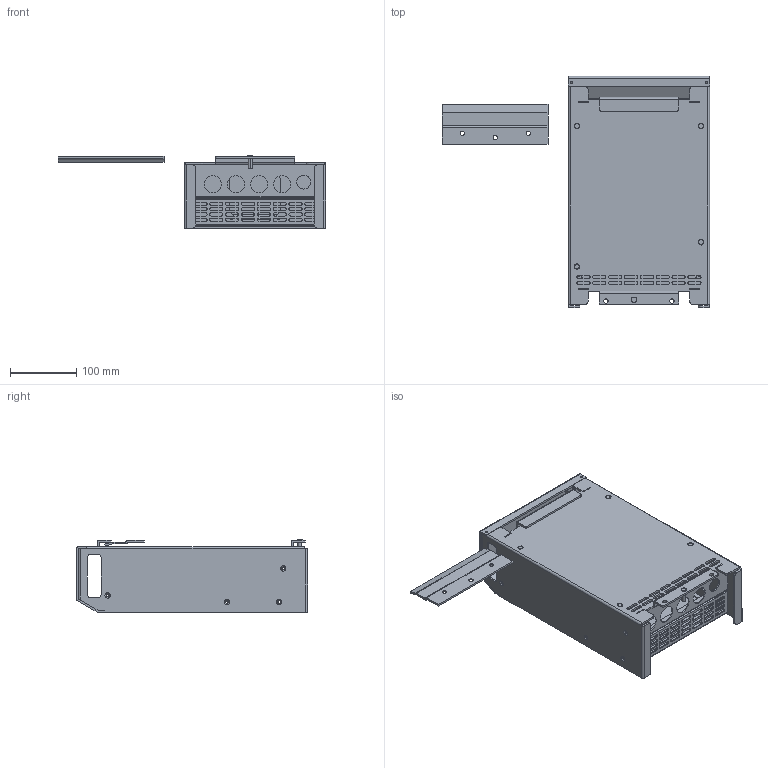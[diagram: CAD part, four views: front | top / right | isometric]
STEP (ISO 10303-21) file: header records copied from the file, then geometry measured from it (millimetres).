
FILE_DESCRIPTION (( 'STEP AP203' ), '1' );
FILE_NAME ('J1220-1.STEP', '2017-09-06T08:18:51', ( 'AZETA' ), ( '' ), 'SwSTEP 2.0', 'SolidWorks 2005204', '' );
FILE_SCHEMA (( 'CONFIG_CONTROL_DESIGN' ));
Length unit declared in the file: millimetre
Products named in the file (18): P42-70049-005_蹬怮椔; P42-70049-011_蹬怮椔; P42-70049-010_蹬怮椔; J1220-1; P42-70049-012_蹬怮椔; P42-70049-008_蹬怮椔; P42-70049-007_蹬怮椔; P42-70049-006_蹬怮椔; P42-70049-004_蹬怮椔; HFHB-M6-20_蹬怮椔; BSOS-M4-18_蹬怮椔; S-M4-1ZI_蹬怮椔; P42-70049-009_蹬怮椔
Assembly tree (39 placements, depth 3):
  J1220-1
    P42-70049-010_蹬怮椔
      S-M4-1ZI_蹬怮椔  x5
      P42-70049-010_蹬怮椔
    P42-70049-004_蹬怮椔
      HFHB-M6-20_蹬怮椔
      BSOS-M4-18_蹬怮椔  x4
      S-M4-1ZI_蹬怮椔  x4
      P42-70049-004_蹬怮椔
    P42-70049-007_蹬怮椔
    P42-70049-011_蹬怮椔
      S-M4-1ZI_蹬怮椔  x5
      P42-70049-011_蹬怮椔
    P42-70049-012_蹬怮椔
    P42-70049-006_蹬怮椔
      S-M4-1ZI_蹬怮椔  x4
      P42-70049-006_蹬怮椔
    P42-70049-009_蹬怮椔
    P42-70049-008_蹬怮椔
    P42-70049-005_蹬怮椔
      S-M4-1ZI_蹬怮椔  x2
      P42-70049-005_蹬怮椔
Bounding box: 404.83 x 350.6 x 110 mm (x, y, z)
Volume: 699423.5 mm3; surface area: 586880.7 mm2
Topology: 38 solids, 38 shells, 1169 faces, 2864 edges, 1824 vertices
Faces by surface type: plane 587, cylinder 452, cone 88, torus 40, bspline 2
Entity records: 28918 total; most frequent: DIRECTION 4678, CARTESIAN_POINT 4555, ORIENTED_EDGE 4412, EDGE_CURVE 2206, AXIS2_PLACEMENT_3D 1589, VECTOR 1500, LINE 1500, VERTEX_POINT 1398
